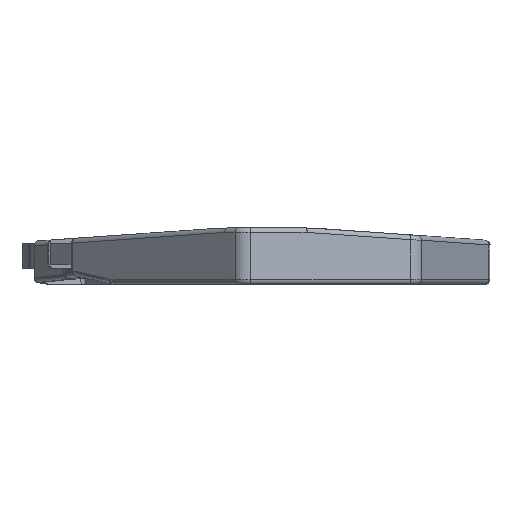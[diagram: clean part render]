
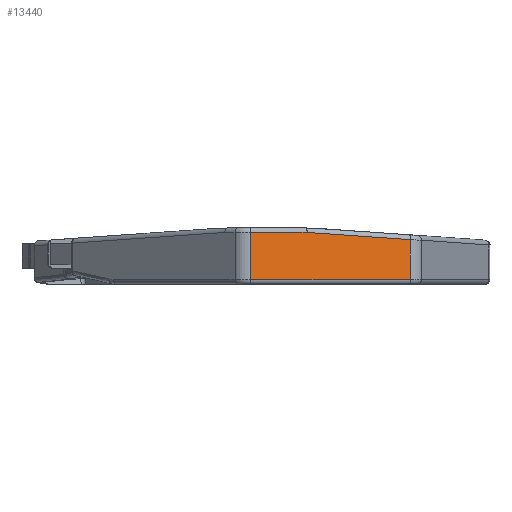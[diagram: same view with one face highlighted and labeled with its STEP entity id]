
A CAD part, left-side view. The second image highlights one B-rep face of the part: STEP entity #13440.
In plain terms, the highlighted planar face has unit normal (-0.966, -0.259, 0).
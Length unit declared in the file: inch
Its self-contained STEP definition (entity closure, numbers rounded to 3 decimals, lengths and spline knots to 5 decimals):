
#744=PLANE('',#14631);
#1546=FACE_OUTER_BOUND('',#2359,.T.);
#2359=EDGE_LOOP('',(#10860,#10861,#10862,#10863,#10864));
#3290=LINE('',#22042,#4307);
#3292=LINE('',#22054,#4309);
#3386=LINE('',#23164,#4403);
#3413=LINE('',#24153,#4430);
#3414=LINE('',#24156,#4431);
#4307=VECTOR('',#16865,0.3937);
#4309=VECTOR('',#16873,0.3937);
#4403=VECTOR('',#17207,0.3937);
#4430=VECTOR('',#17398,0.3937);
#4431=VECTOR('',#17403,0.3937);
#6213=VERTEX_POINT('',#22039);
#6214=VERTEX_POINT('',#22041);
#6217=VERTEX_POINT('',#22052);
#6360=VERTEX_POINT('',#23158);
#6361=VERTEX_POINT('',#23162);
#7771=EDGE_CURVE('',#6213,#6214,#3290,.T.);
#7776=EDGE_CURVE('',#6217,#6213,#3292,.T.);
#7990=EDGE_CURVE('',#6361,#6360,#3386,.T.);
#8116=EDGE_CURVE('',#6360,#6217,#3413,.T.);
#8118=EDGE_CURVE('',#6214,#6361,#3414,.T.);
#10860=ORIENTED_EDGE('',*,*,#7990,.F.);
#10861=ORIENTED_EDGE('',*,*,#8118,.F.);
#10862=ORIENTED_EDGE('',*,*,#7771,.F.);
#10863=ORIENTED_EDGE('',*,*,#7776,.F.);
#10864=ORIENTED_EDGE('',*,*,#8116,.F.);
#13440=ADVANCED_FACE('',(#1546),#744,.T.);
#14631=AXIS2_PLACEMENT_3D('',#24155,#17401,#17402);
#16865=DIRECTION('',(0.258,-0.964,-0.067));
#16873=DIRECTION('',(0.259,-0.966,0.));
#17207=DIRECTION('',(-0.259,0.966,0.));
#17398=DIRECTION('',(0.,0.,1.));
#17401=DIRECTION('center_axis',(-0.966,-0.259,0.));
#17402=DIRECTION('ref_axis',(0.259,-0.966,0.));
#17403=DIRECTION('',(0.,0.,-1.));
#22039=CARTESIAN_POINT('',(-48.5728,7.69346,1.6));
#22041=CARTESIAN_POINT('',(-47.71967,4.50955,1.37736));
#22042=CARTESIAN_POINT('',(-46.5046,-0.02514,1.06026));
#22052=CARTESIAN_POINT('',(-49.03731,9.42704,1.6));
#22054=CARTESIAN_POINT('',(-48.71039,8.20696,1.6));
#23158=CARTESIAN_POINT('',(-49.03731,9.42704,0.15));
#23162=CARTESIAN_POINT('',(-47.71967,4.50955,0.15));
#23164=CARTESIAN_POINT('',(-48.71039,8.20696,0.15));
#24153=CARTESIAN_POINT('',(-49.03731,9.42704,0.));
#24155=CARTESIAN_POINT('Origin',(-49.11202,9.70588,0.));
#24156=CARTESIAN_POINT('',(-47.71967,4.50955,0.));
